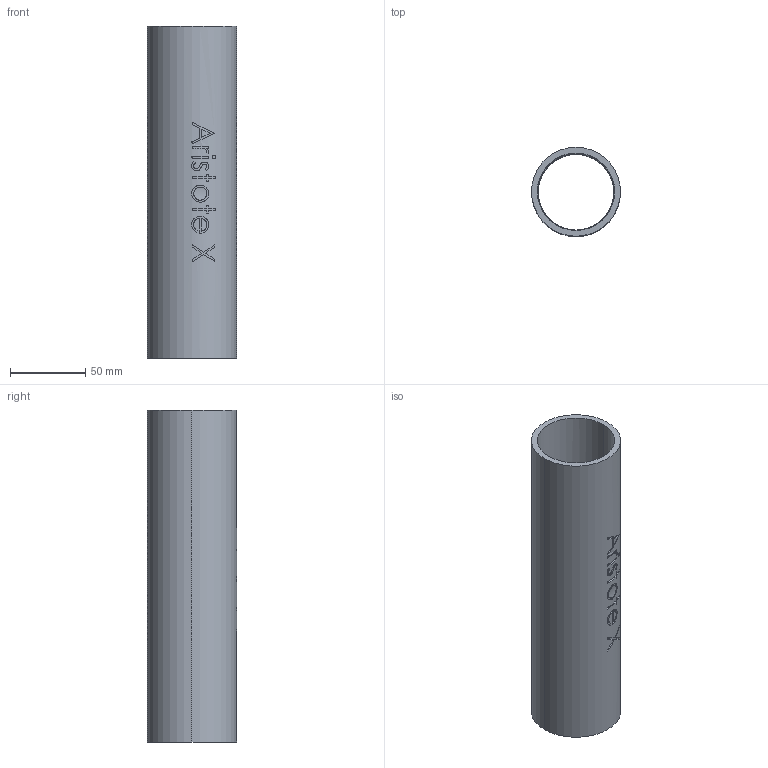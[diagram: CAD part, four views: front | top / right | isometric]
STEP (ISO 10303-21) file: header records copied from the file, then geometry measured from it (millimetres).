
FILE_DESCRIPTION (( 'STEP AP214' ), '1' );
FILE_NAME ('Corps moulage.STEP', '2021-02-13T12:22:34', ( '' ), ( '' ), 'SwSTEP 2.0', 'SolidWorks 2020', '' );
FILE_SCHEMA (( 'AUTOMOTIVE_DESIGN' ));
Length unit declared in the file: millimetre
Products named in the file (1): Corps moulage
Bounding box: 59 x 59 x 220 mm (x, y, z)
Volume: 147536.5 mm3; surface area: 80010.5 mm2
Topology: 1 solids, 1 shells, 172 faces, 466 edges, 309 vertices
Faces by surface type: plane 66, cylinder 57, bspline 49
Entity records: 10501 total; most frequent: CARTESIAN_POINT 6767, ORIENTED_EDGE 932, DIRECTION 546, EDGE_CURVE 466, VERTEX_POINT 309, LINE 214, VECTOR 214, EDGE_LOOP 187
